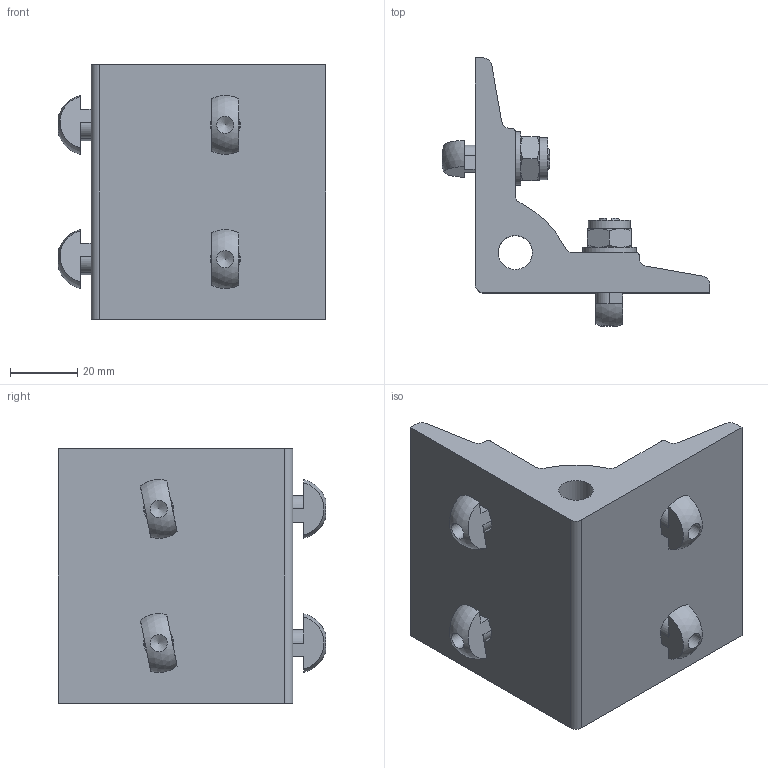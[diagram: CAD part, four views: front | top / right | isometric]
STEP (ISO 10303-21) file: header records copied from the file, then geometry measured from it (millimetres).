
FILE_DESCRIPTION((''),'2;1');
FILE_NAME('SZ0941N_A.stp','2013-08-28T07:18:14',('janine behrens'),(''),'Autodesk Inventor 2012','Autodesk Inventor 2012','');
FILE_SCHEMA(('AUTOMOTIVE_DESIGN { 1 0 10303 214 1 1 1 1 }'));
Length unit declared in the file: millimetre
Products named in the file (5): SZ0941N_A; ME1380800_A; ME1802332_A; DIN 125-1  A A 8,4; DK098508001_A
Assembly tree (13 placements, depth 2):
  SZ0941N_A
    ME1380800_A
    ME1802332_A  x4
    DIN 125-1  A A 8,4  x4
    DK098508001_A  x4
Bounding box: 79.83 x 79.83 x 76 mm (x, y, z)
Volume: 112068.3 mm3; surface area: 35086.9 mm2
Topology: 13 solids, 13 shells, 215 faces, 503 edges, 318 vertices
Faces by surface type: plane 108, cone 56, cylinder 39, torus 8, sphere 4
Full cylindrical faces by diameter (mm): 5.1 x4, 8 x8, 8.4 x4, 9 x4, 10.2 x1, 12.48 x4, 16 x4
Entity records: 2320 total; most frequent: CARTESIAN_POINT 438, DIRECTION 384, ORIENTED_EDGE 330, EDGE_CURVE 165, AXIS2_PLACEMENT_3D 159, VERTEX_POINT 113, EDGE_LOOP 102, FACE_OUTER_BOUND 74
